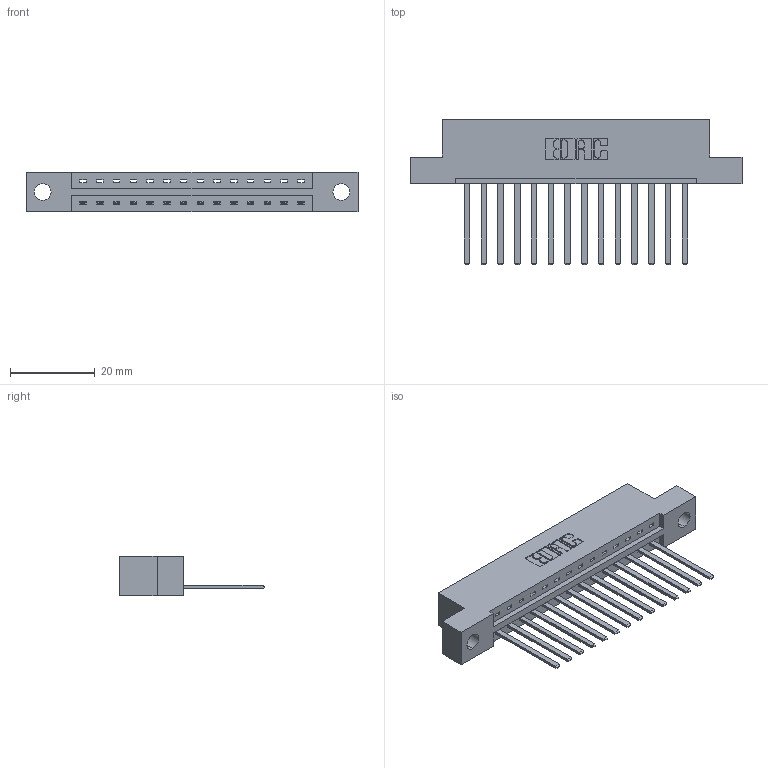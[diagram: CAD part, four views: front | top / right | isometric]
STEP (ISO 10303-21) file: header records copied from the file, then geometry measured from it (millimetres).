
FILE_DESCRIPTION (( 'STEP AP203' ), '1' );
FILE_NAME ('337-014-544-104.STEP', '2019-09-28T15:59:54', ( '' ), ( '' ), 'SwSTEP 2.0', 'SolidWorks 2016', '' );
FILE_SCHEMA (( 'CONFIG_CONTROL_DESIGN' ));
Length unit declared in the file: inch
Products named in the file (3): 345-292-001_345-293-144; 337 Part_Flush Mounting Lugs - 0.156 Dia-TH; 337-014-544-104
Assembly tree (15 placements, depth 2):
  337-014-544-104
    337 Part_Flush Mounting Lugs - 0.156 Dia-TH
    345-292-001_345-293-144  x14
Bounding box: 78.49 x 34.3 x 9.4 mm (x, y, z)
Volume: 7881.2 mm3; surface area: 8317.3 mm2
Topology: 15 solids, 15 shells, 898 faces, 2691 edges, 1774 vertices
Faces by surface type: plane 658, cylinder 240
Entity records: 13847 total; most frequent: CARTESIAN_POINT 2416, ORIENTED_EDGE 2366, DIRECTION 2087, EDGE_CURVE 1183, LINE 1059, VECTOR 1059, VERTEX_POINT 786, AXIS2_PLACEMENT_3D 514
